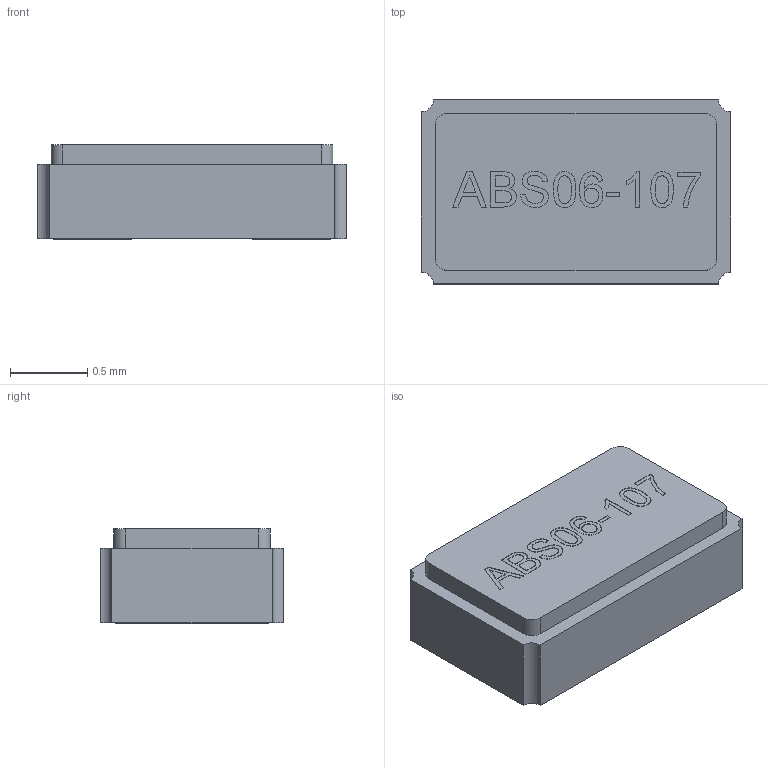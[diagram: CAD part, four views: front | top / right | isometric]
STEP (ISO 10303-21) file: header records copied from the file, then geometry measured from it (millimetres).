
FILE_DESCRIPTION(('FreeCAD Model'),'2;1');
FILE_NAME('ABS06-107.step','2019-04-18T11:39:49',( 'kicad StepUp'),('ksu MCAD'),'Open CASCADE STEP processor 7.2', 'FreeCAD','Unknown');
FILE_SCHEMA(('AUTOMOTIVE_DESIGN { 1 0 10303 214 1 1 1 1 }'));
Length unit declared in the file: millimetre
Products named in the file (1): ABS06-107
Bounding box: 2.01 x 1.19 x 0.61 mm (x, y, z)
Volume: 1.4 mm3; surface area: 8.5 mm2
Topology: 1 solids, 1 shells, 148 faces, 384 edges, 256 vertices
Faces by surface type: plane 74, bspline 66, cylinder 8
Entity records: 9067 total; most frequent: CARTESIAN_POINT 4823, ORIENTED_EDGE 768, DIRECTION 434, EDGE_CURVE 384, VERTEX_POINT 256, LINE 236, VECTOR 236, FACE_BOUND 166
